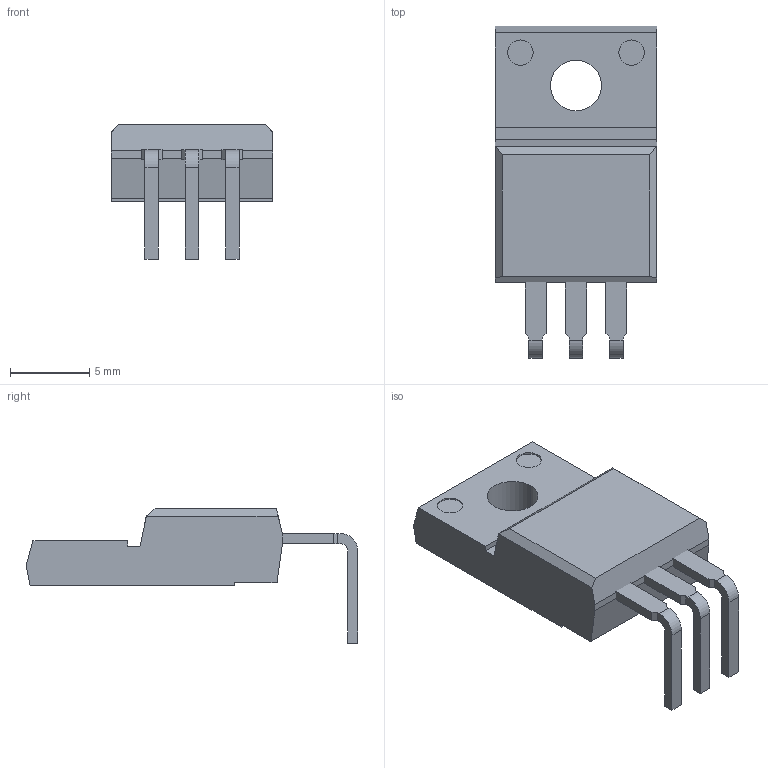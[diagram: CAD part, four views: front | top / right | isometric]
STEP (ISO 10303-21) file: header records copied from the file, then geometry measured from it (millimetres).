
FILE_DESCRIPTION((''),'2;1');
FILE_NAME('INFINEON_PG-TO-220 FP-H.stp','2014-10-20T14:36:33',(''),(''),'Mechanical Desktop 2011','Mechanical Desktop 2011',', , ');
FILE_SCHEMA(('AUTOMOTIVE_DESIGN { 1 2 10303 214 1 1 1 1 }'));
Length unit declared in the file: millimetre
Products named in the file (1): Product
Bounding box: 10.16 x 20.89 x 8.45 mm (x, y, z)
Volume: 617.8 mm3; surface area: 658.7 mm2
Topology: 4 solids, 4 shells, 68 faces, 174 edges, 116 vertices
Faces by surface type: plane 56, cylinder 12
Entity records: 2095 total; most frequent: CARTESIAN_POINT 359, ORIENTED_EDGE 348, DIRECTION 336, EDGE_CURVE 174, VECTOR 150, LINE 150, VERTEX_POINT 116, AXIS2_PLACEMENT_3D 93
